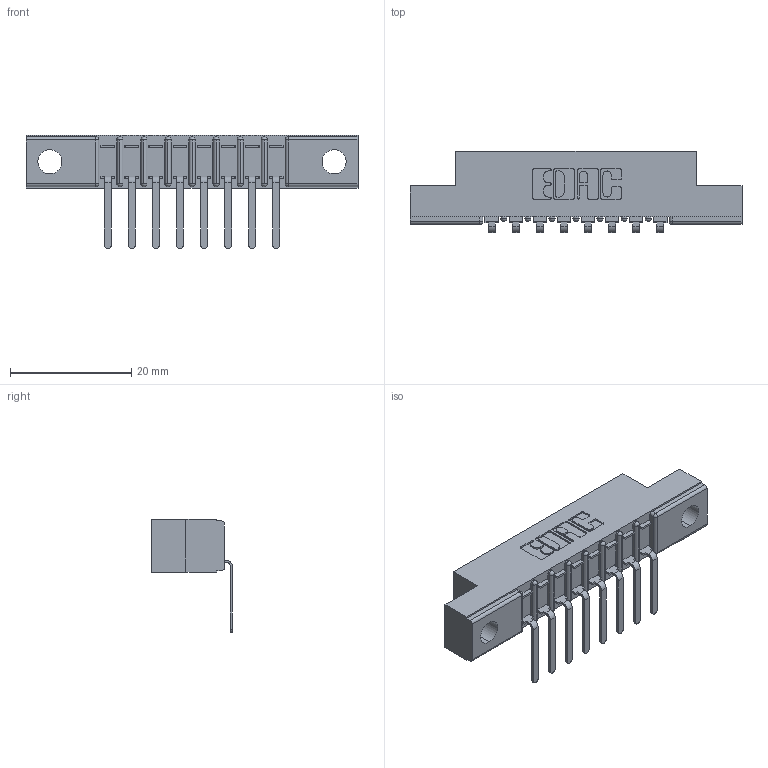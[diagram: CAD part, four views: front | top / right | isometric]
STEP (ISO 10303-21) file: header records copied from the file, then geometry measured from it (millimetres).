
FILE_DESCRIPTION (( 'STEP AP203' ), '1' );
FILE_NAME ('357-008-557-102.STEP', '2018-08-07T01:18:06', ( '' ), ( '' ), 'SwSTEP 2.0', 'SolidWorks 2016', '' );
FILE_SCHEMA (( 'CONFIG_CONTROL_DESIGN' ));
Length unit declared in the file: inch
Products named in the file (3): 307 Part_.128 Dia Mounting Holes; 307-290-002_557; 357-008-557-102
Assembly tree (9 placements, depth 2):
  357-008-557-102
    307 Part_.128 Dia Mounting Holes
    307-290-002_557  x8
Bounding box: 54.71 x 13.32 x 18.67 mm (x, y, z)
Volume: 3538.4 mm3; surface area: 5637.3 mm2
Topology: 9 solids, 9 shells, 751 faces, 2275 edges, 1490 vertices
Faces by surface type: plane 446, cylinder 287, sphere 18
Entity records: 11906 total; most frequent: CARTESIAN_POINT 2004, ORIENTED_EDGE 1994, DIRECTION 1963, EDGE_CURVE 997, LINE 745, VECTOR 745, VERTEX_POINT 650, AXIS2_PLACEMENT_3D 609
